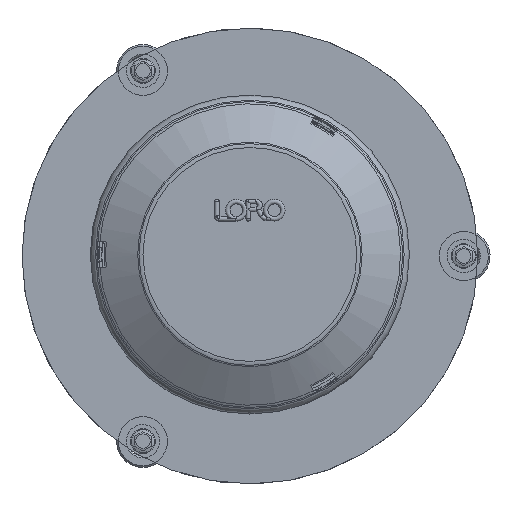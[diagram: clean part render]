
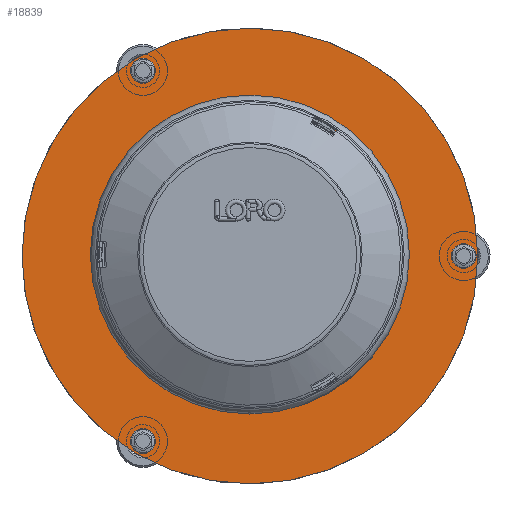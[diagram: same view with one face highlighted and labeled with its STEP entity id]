
A CAD part, top view. The second image highlights one B-rep face of the part: STEP entity #18839.
In plain terms, the highlighted planar face has unit normal (0, 0, 1).
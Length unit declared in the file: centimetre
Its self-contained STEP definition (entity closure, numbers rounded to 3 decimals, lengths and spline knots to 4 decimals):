
#3774=FACE_BOUND('',#5066,.T.);
#3775=FACE_BOUND('',#5067,.T.);
#3776=FACE_BOUND('',#5068,.T.);
#3777=FACE_BOUND('',#5069,.T.);
#4136=FACE_OUTER_BOUND('',#5065,.T.);
#5065=EDGE_LOOP('',(#12249));
#5066=EDGE_LOOP('',(#12250));
#5067=EDGE_LOOP('',(#12251));
#5068=EDGE_LOOP('',(#12252));
#5069=EDGE_LOOP('',(#12253));
#6334=CIRCLE('',#19771,4.);
#6336=CIRCLE('',#19774,4.);
#6338=CIRCLE('',#19777,4.);
#6341=CIRCLE('',#19781,84.5);
#6343=CIRCLE('',#19784,130.);
#7403=VERTEX_POINT('',#27586);
#7405=VERTEX_POINT('',#27592);
#7407=VERTEX_POINT('',#27598);
#7410=VERTEX_POINT('',#27606);
#7412=VERTEX_POINT('',#27612);
#9327=EDGE_CURVE('',#7403,#7403,#6334,.T.);
#9330=EDGE_CURVE('',#7405,#7405,#6336,.T.);
#9333=EDGE_CURVE('',#7407,#7407,#6338,.T.);
#9338=EDGE_CURVE('',#7410,#7410,#6341,.T.);
#9341=EDGE_CURVE('',#7412,#7412,#6343,.T.);
#12249=ORIENTED_EDGE('',*,*,#9341,.T.);
#12250=ORIENTED_EDGE('',*,*,#9338,.F.);
#12251=ORIENTED_EDGE('',*,*,#9327,.T.);
#12252=ORIENTED_EDGE('',*,*,#9330,.T.);
#12253=ORIENTED_EDGE('',*,*,#9333,.T.);
#17997=PLANE('',#19786);
#18839=ADVANCED_FACE('',(#4136,#3774,#3775,#3776,#3777),#17997,.T.);
#19771=AXIS2_PLACEMENT_3D('',#27587,#21790,#21791);
#19774=AXIS2_PLACEMENT_3D('',#27593,#21797,#21798);
#19777=AXIS2_PLACEMENT_3D('',#27599,#21804,#21805);
#19781=AXIS2_PLACEMENT_3D('',#27608,#21814,#21815);
#19784=AXIS2_PLACEMENT_3D('',#27614,#21821,#21822);
#19786=AXIS2_PLACEMENT_3D('',#27616,#21825,#21826);
#21790=DIRECTION('center_axis',(0.,0.,-1.));
#21791=DIRECTION('ref_axis',(-0.866,-0.5,0.));
#21797=DIRECTION('center_axis',(0.,0.,-1.));
#21798=DIRECTION('ref_axis',(0.5,-0.866,0.));
#21804=DIRECTION('center_axis',(0.,0.,-1.));
#21805=DIRECTION('ref_axis',(-0.5,0.866,0.));
#21814=DIRECTION('center_axis',(0.,0.,1.));
#21815=DIRECTION('ref_axis',(0.866,0.5,0.));
#21821=DIRECTION('center_axis',(0.,0.,1.));
#21822=DIRECTION('ref_axis',(0.866,0.5,0.));
#21825=DIRECTION('center_axis',(0.,0.,1.));
#21826=DIRECTION('ref_axis',(0.5,-0.866,0.));
#27586=CARTESIAN_POINT('',(125.4641,2.,25.5));
#27587=CARTESIAN_POINT('Origin',(122.,0.,25.5));
#27592=CARTESIAN_POINT('',(-63.,-102.191,25.5));
#27593=CARTESIAN_POINT('Origin',(-61.,-105.6551,25.5));
#27598=CARTESIAN_POINT('',(-59.,102.191,25.5));
#27599=CARTESIAN_POINT('Origin',(-61.,105.6551,25.5));
#27606=CARTESIAN_POINT('',(-73.1791,-42.25,25.5));
#27608=CARTESIAN_POINT('Origin',(0.,0.,
25.5));
#27612=CARTESIAN_POINT('',(-112.5833,-65.,25.5));
#27614=CARTESIAN_POINT('Origin',(0.,0.,
25.5));
#27616=CARTESIAN_POINT('Origin',(0.,0.,
25.5));
